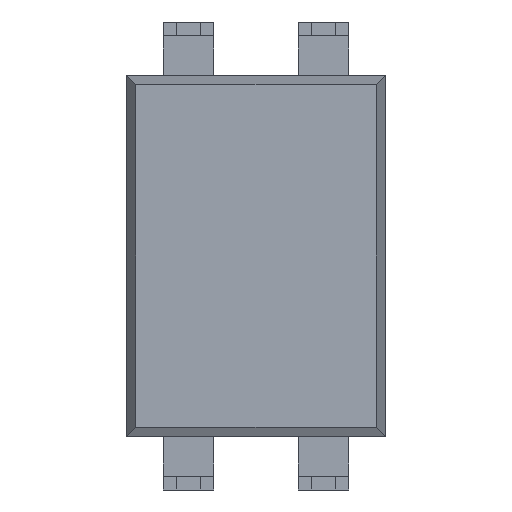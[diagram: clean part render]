
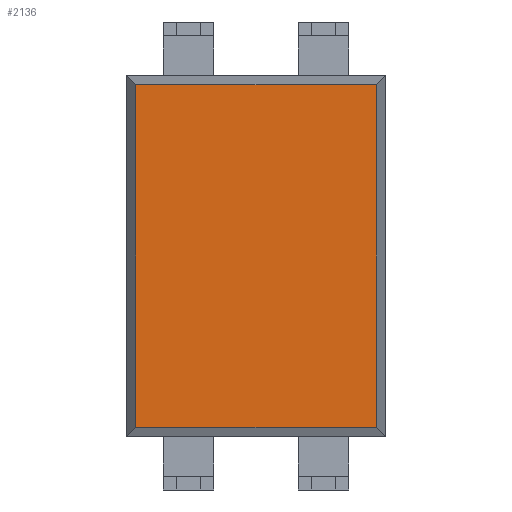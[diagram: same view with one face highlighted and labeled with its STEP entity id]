
A CAD part, front view. The second image highlights one B-rep face of the part: STEP entity #2136.
In plain terms, the highlighted planar face has unit normal (0, -1, 0).
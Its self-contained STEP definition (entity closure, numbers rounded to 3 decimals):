
#2097 = CARTESIAN_POINT ( 'NONE',  ( -2.264, 0.38, 3.224 ) ) ;
#2098 = VERTEX_POINT ( 'NONE', #2097 ) ;
#2099 = CARTESIAN_POINT ( 'NONE',  ( -2.264, 0.38, -3.224 ) ) ;
#2100 = VERTEX_POINT ( 'NONE', #2099 ) ;
#2101 = CARTESIAN_POINT ( 'NONE',  ( -2.264, 0.38, -3.4 ) ) ;
#2102 = DIRECTION ( 'NONE',  ( 0., 0., -1. ) ) ;
#2103 = VECTOR ( 'NONE', #2102, 1000. ) ;
#2104 = LINE ( 'NONE', #2101, #2103 ) ;
#2105 = EDGE_CURVE ( 'NONE', #2098, #2100, #2104, .T. ) ;
#2106 = ORIENTED_EDGE ( 'NONE', *, *, #2105, .T. ) ;
#2107 = CARTESIAN_POINT ( 'NONE',  ( 2.264, 0.38, -3.224 ) ) ;
#2108 = VERTEX_POINT ( 'NONE', #2107 ) ;
#2109 = CARTESIAN_POINT ( 'NONE',  ( 2.44, 0.38, -3.224 ) ) ;
#2110 = DIRECTION ( 'NONE',  ( 1., 0., 0. ) ) ;
#2111 = VECTOR ( 'NONE', #2110, 1000. ) ;
#2112 = LINE ( 'NONE', #2109, #2111 ) ;
#2113 = EDGE_CURVE ( 'NONE', #2100, #2108, #2112, .T. ) ;
#2114 = ORIENTED_EDGE ( 'NONE', *, *, #2113, .T. ) ;
#2115 = CARTESIAN_POINT ( 'NONE',  ( 2.264, 0.38, 3.224 ) ) ;
#2116 = VERTEX_POINT ( 'NONE', #2115 ) ;
#2117 = CARTESIAN_POINT ( 'NONE',  ( 2.264, 0.38, 3.4 ) ) ;
#2118 = DIRECTION ( 'NONE',  ( 0., 0., 1. ) ) ;
#2119 = VECTOR ( 'NONE', #2118, 1000. ) ;
#2120 = LINE ( 'NONE', #2117, #2119 ) ;
#2121 = EDGE_CURVE ( 'NONE', #2108, #2116, #2120, .T. ) ;
#2122 = ORIENTED_EDGE ( 'NONE', *, *, #2121, .T. ) ;
#2123 = CARTESIAN_POINT ( 'NONE',  ( -2.44, 0.38, 3.224 ) ) ;
#2124 = DIRECTION ( 'NONE',  ( -1., 0., 0. ) ) ;
#2125 = VECTOR ( 'NONE', #2124, 1000. ) ;
#2126 = LINE ( 'NONE', #2123, #2125 ) ;
#2127 = EDGE_CURVE ( 'NONE', #2116, #2098, #2126, .T. ) ;
#2128 = ORIENTED_EDGE ( 'NONE', *, *, #2127, .T. ) ;
#2129 = EDGE_LOOP ( 'NONE', ( #2106, #2114, #2122, #2128 ) ) ;
#2130 = FACE_OUTER_BOUND ( 'NONE', #2129, .T. ) ;
#2131 = CARTESIAN_POINT ( 'NONE',  ( 2.44, 0.38, -3.4 ) ) ;
#2132 = DIRECTION ( 'NONE',  ( 0., -1., 0. ) ) ;
#2133 = DIRECTION ( 'NONE',  ( 0., 0., -1. ) ) ;
#2134 = AXIS2_PLACEMENT_3D ( 'NONE', #2131, #2132, #2133 ) ;
#2135 = PLANE ( 'NONE', #2134 ) ;
#2136 = ADVANCED_FACE ( 'NONE', ( #2130 ), #2135, .T. ) ;
